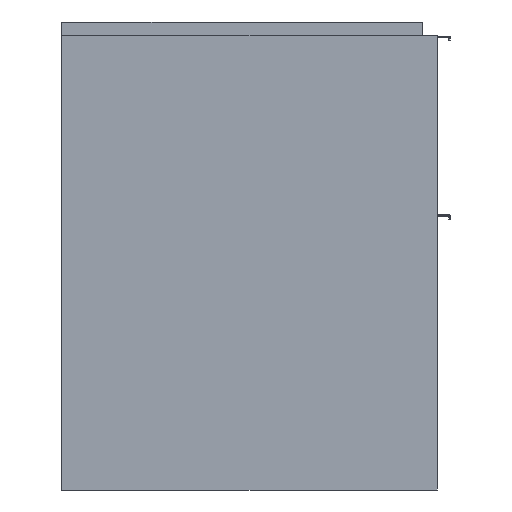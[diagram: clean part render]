
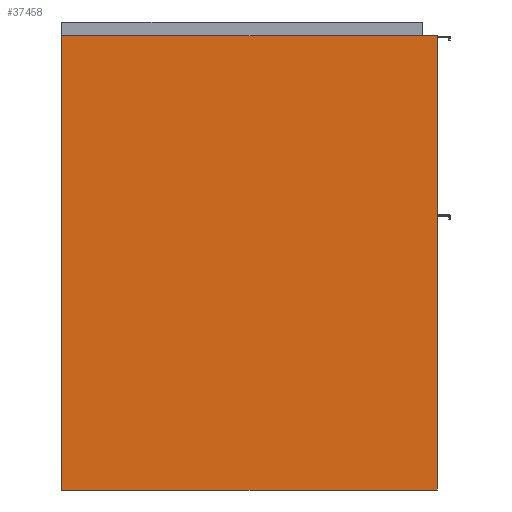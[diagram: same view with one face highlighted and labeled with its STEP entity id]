
A CAD part, left-side view. The second image highlights one B-rep face of the part: STEP entity #37458.
In plain terms, the highlighted planar face has unit normal (-1, 0, 0).
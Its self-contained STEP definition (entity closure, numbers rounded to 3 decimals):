
#3071=FACE_OUTER_BOUND('',#5185,.T.);
#5185=EDGE_LOOP('',(#26840,#26841,#26842,#26843));
#7912=LINE('',#55534,#12130);
#7916=LINE('',#55542,#12134);
#7919=LINE('',#55548,#12137);
#7922=LINE('',#55553,#12140);
#12130=VECTOR('',#44615,462.);
#12134=VECTOR('',#44621,559.);
#12137=VECTOR('',#44626,462.);
#12140=VECTOR('',#44631,559.);
#16162=VERTEX_POINT('',#55532);
#16163=VERTEX_POINT('',#55533);
#16166=VERTEX_POINT('',#55541);
#16168=VERTEX_POINT('',#55547);
#20192=EDGE_CURVE('',#16162,#16163,#7912,.T.);
#20196=EDGE_CURVE('',#16166,#16162,#7916,.T.);
#20199=EDGE_CURVE('',#16168,#16166,#7919,.T.);
#20202=EDGE_CURVE('',#16163,#16168,#7922,.T.);
#26840=ORIENTED_EDGE('',*,*,#20202,.F.);
#26841=ORIENTED_EDGE('',*,*,#20192,.F.);
#26842=ORIENTED_EDGE('',*,*,#20196,.F.);
#26843=ORIENTED_EDGE('',*,*,#20199,.F.);
#35974=PLANE('',#39736);
#37458=ADVANCED_FACE('',(#3071),#35974,.F.);
#39736=AXIS2_PLACEMENT_3D('',#55556,#44635,#44636);
#44615=DIRECTION('',(0.,1.,0.));
#44621=DIRECTION('',(0.,0.,-1.));
#44626=DIRECTION('',(0.,-1.,0.));
#44631=DIRECTION('',(0.,0.,1.));
#44635=DIRECTION('center_axis',(1.,0.,0.));
#44636=DIRECTION('ref_axis',(0.,0.,-1.));
#55532=CARTESIAN_POINT('',(0.,0.,0.));
#55533=CARTESIAN_POINT('',(0.,462.,0.));
#55534=CARTESIAN_POINT('',(0.,0.,0.));
#55541=CARTESIAN_POINT('',(0.,0.,559.));
#55542=CARTESIAN_POINT('',(0.,0.,559.));
#55547=CARTESIAN_POINT('',(0.,462.,559.));
#55548=CARTESIAN_POINT('',(0.,462.,559.));
#55553=CARTESIAN_POINT('',(0.,462.,0.));
#55556=CARTESIAN_POINT('Origin',(0.,231.,279.5));
